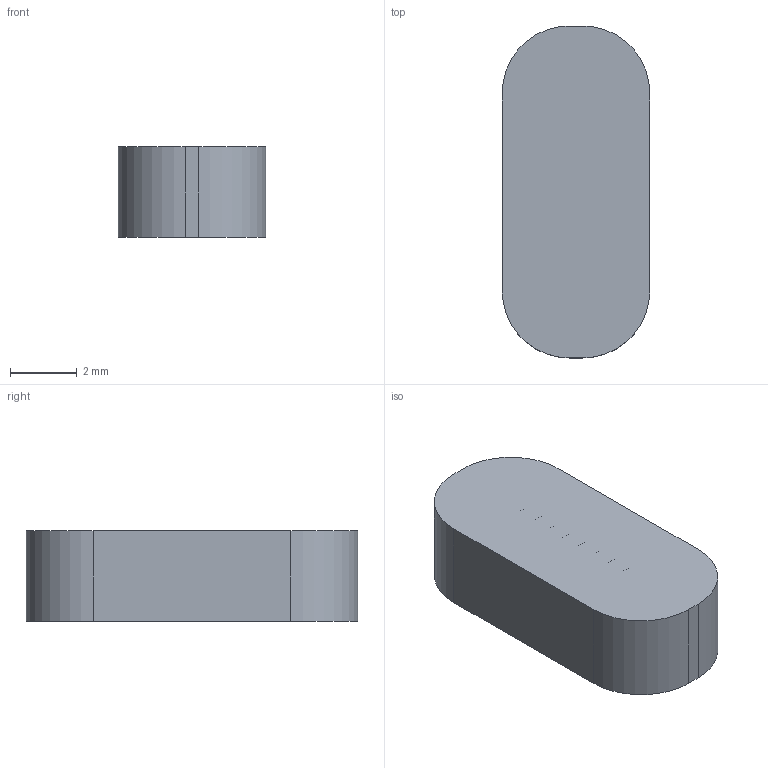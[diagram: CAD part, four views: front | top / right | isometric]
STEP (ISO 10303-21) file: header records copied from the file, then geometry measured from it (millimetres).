
FILE_DESCRIPTION (( 'STEP AP214' ), '1' );
FILE_NAME ('l4.STEP', '2023-08-16T13:34:46', ( '' ), ( '' ), 'SwSTEP 2.0', 'SolidWorks 2022', '' );
FILE_SCHEMA (( 'AUTOMOTIVE_DESIGN' ));
Length unit declared in the file: millimetre
Products named in the file (1): l4
Bounding box: 4.41 x 9.91 x 2.7 mm (x, y, z)
Volume: 108.7 mm3; surface area: 251 mm2
Topology: 2 solids, 2 shells, 50 faces, 128 edges, 82 vertices
Faces by surface type: plane 36, cylinder 10, bspline 4
Entity records: 4617 total; most frequent: CARTESIAN_POINT 3357, ORIENTED_EDGE 256, DIRECTION 248, EDGE_CURVE 128, LINE 94, VECTOR 94, VERTEX_POINT 82, AXIS2_PLACEMENT_3D 77
